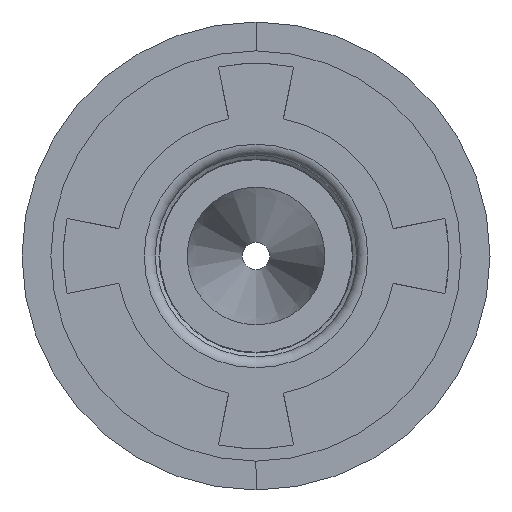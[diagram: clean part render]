
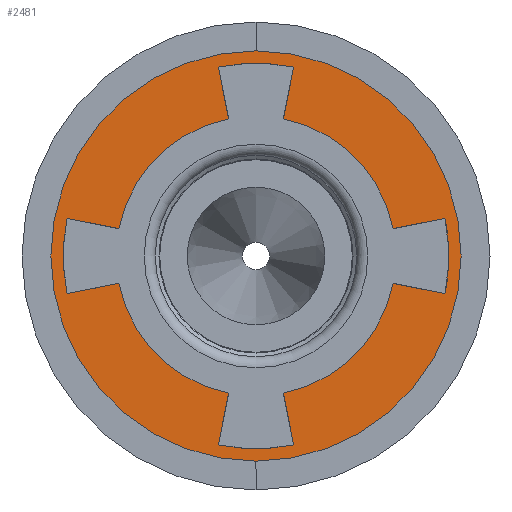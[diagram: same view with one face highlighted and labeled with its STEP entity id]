
A CAD part, left-side view. The second image highlights one B-rep face of the part: STEP entity #2481.
In plain terms, the highlighted planar face has unit normal (-1, 0, 0).
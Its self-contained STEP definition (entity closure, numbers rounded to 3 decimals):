
#72=FACE_BOUND('',#536,.T.);
#259=PLANE('',#2752);
#395=FACE_OUTER_BOUND('',#535,.T.);
#535=EDGE_LOOP('',(#2298));
#536=EDGE_LOOP('',(#2299,#2300,#2301,#2302,#2303,#2304,#2305,#2306,#2307,
#2308,#2309,#2310,#2311,#2312,#2313,#2314,#2315,#2316,#2317));
#588=LINE('',#6323,#704);
#593=LINE('',#6341,#709);
#599=LINE('',#6359,#715);
#611=LINE('',#6395,#727);
#618=LINE('',#6411,#734);
#619=LINE('',#6413,#735);
#627=LINE('',#6431,#743);
#639=LINE('',#6493,#755);
#642=LINE('',#6499,#758);
#644=LINE('',#6504,#760);
#704=VECTOR('',#3105,1.);
#709=VECTOR('',#3122,1.);
#715=VECTOR('',#3138,1.);
#727=VECTOR('',#3174,1.);
#734=VECTOR('',#3185,1.);
#735=VECTOR('',#3186,1.);
#743=VECTOR('',#3198,1.);
#755=VECTOR('',#3276,1.);
#758=VECTOR('',#3281,1.);
#760=VECTOR('',#3287,1.);
#840=CIRCLE('',#2628,0.35);
#841=CIRCLE('',#2629,0.35);
#902=CIRCLE('',#2730,0.233);
#903=CIRCLE('',#2731,0.233);
#904=CIRCLE('',#2732,0.233);
#905=CIRCLE('',#2733,0.233);
#910=CIRCLE('',#2745,0.35);
#911=CIRCLE('',#2747,0.35);
#912=CIRCLE('',#2749,0.35);
#913=CIRCLE('',#2751,0.373);
#1058=VERTEX_POINT('',#6248);
#1059=VERTEX_POINT('',#6249);
#1060=VERTEX_POINT('',#6251);
#1088=VERTEX_POINT('',#6321);
#1094=VERTEX_POINT('',#6338);
#1095=VERTEX_POINT('',#6340);
#1101=VERTEX_POINT('',#6356);
#1102=VERTEX_POINT('',#6358);
#1113=VERTEX_POINT('',#6392);
#1114=VERTEX_POINT('',#6394);
#1120=VERTEX_POINT('',#6408);
#1121=VERTEX_POINT('',#6410);
#1122=VERTEX_POINT('',#6412);
#1129=VERTEX_POINT('',#6428);
#1130=VERTEX_POINT('',#6430);
#1147=VERTEX_POINT('',#6492);
#1148=VERTEX_POINT('',#6496);
#1149=VERTEX_POINT('',#6498);
#1150=VERTEX_POINT('',#6503);
#1157=VERTEX_POINT('',#6552);
#1389=EDGE_CURVE('',#1058,#1059,#840,.T.);
#1390=EDGE_CURVE('',#1060,#1058,#841,.T.);
#1424=EDGE_CURVE('',#1088,#1059,#588,.T.);
#1433=EDGE_CURVE('',#1094,#1095,#593,.T.);
#1442=EDGE_CURVE('',#1101,#1102,#599,.T.);
#1462=EDGE_CURVE('',#1114,#1113,#611,.T.);
#1470=EDGE_CURVE('',#1121,#1120,#618,.T.);
#1471=EDGE_CURVE('',#1121,#1122,#619,.T.);
#1480=EDGE_CURVE('',#1130,#1129,#627,.T.);
#1513=EDGE_CURVE('',#1147,#1060,#639,.T.);
#1516=EDGE_CURVE('',#1148,#1149,#642,.T.);
#1519=EDGE_CURVE('',#1122,#1150,#644,.T.);
#1527=EDGE_CURVE('',#1094,#1147,#902,.T.);
#1528=EDGE_CURVE('',#1101,#1114,#903,.T.);
#1529=EDGE_CURVE('',#1148,#1150,#904,.T.);
#1530=EDGE_CURVE('',#1088,#1130,#905,.T.);
#1541=EDGE_CURVE('',#1120,#1102,#910,.T.);
#1542=EDGE_CURVE('',#1129,#1149,#911,.T.);
#1543=EDGE_CURVE('',#1113,#1095,#912,.T.);
#1544=EDGE_CURVE('',#1157,#1157,#913,.T.);
#2298=ORIENTED_EDGE('',*,*,#1544,.T.);
#2299=ORIENTED_EDGE('',*,*,#1389,.T.);
#2300=ORIENTED_EDGE('',*,*,#1424,.F.);
#2301=ORIENTED_EDGE('',*,*,#1530,.T.);
#2302=ORIENTED_EDGE('',*,*,#1480,.T.);
#2303=ORIENTED_EDGE('',*,*,#1542,.T.);
#2304=ORIENTED_EDGE('',*,*,#1516,.F.);
#2305=ORIENTED_EDGE('',*,*,#1529,.T.);
#2306=ORIENTED_EDGE('',*,*,#1519,.F.);
#2307=ORIENTED_EDGE('',*,*,#1471,.F.);
#2308=ORIENTED_EDGE('',*,*,#1470,.T.);
#2309=ORIENTED_EDGE('',*,*,#1541,.T.);
#2310=ORIENTED_EDGE('',*,*,#1442,.F.);
#2311=ORIENTED_EDGE('',*,*,#1528,.T.);
#2312=ORIENTED_EDGE('',*,*,#1462,.T.);
#2313=ORIENTED_EDGE('',*,*,#1543,.T.);
#2314=ORIENTED_EDGE('',*,*,#1433,.F.);
#2315=ORIENTED_EDGE('',*,*,#1527,.T.);
#2316=ORIENTED_EDGE('',*,*,#1513,.T.);
#2317=ORIENTED_EDGE('',*,*,#1390,.T.);
#2481=ADVANCED_FACE('',(#395,#72),#259,.F.);
#2628=AXIS2_PLACEMENT_3D('',#6250,#3033,#3034);
#2629=AXIS2_PLACEMENT_3D('',#6252,#3035,#3036);
#2730=AXIS2_PLACEMENT_3D('',#6521,#3313,#3314);
#2731=AXIS2_PLACEMENT_3D('',#6522,#3315,#3316);
#2732=AXIS2_PLACEMENT_3D('',#6523,#3317,#3318);
#2733=AXIS2_PLACEMENT_3D('',#6524,#3319,#3320);
#2745=AXIS2_PLACEMENT_3D('',#6546,#3349,#3350);
#2747=AXIS2_PLACEMENT_3D('',#6548,#3353,#3354);
#2749=AXIS2_PLACEMENT_3D('',#6550,#3357,#3358);
#2751=AXIS2_PLACEMENT_3D('',#6553,#3361,#3362);
#2752=AXIS2_PLACEMENT_3D('',#6555,#3364,#3365);
#3033=DIRECTION('center_axis',(1.,0.,0.));
#3034=DIRECTION('ref_axis',(0.,1.,0.));
#3035=DIRECTION('center_axis',(1.,0.,0.));
#3036=DIRECTION('ref_axis',(0.,1.,0.));
#3105=DIRECTION('',(0.,-0.981,-0.195));
#3122=DIRECTION('',(0.,-0.195,0.981));
#3138=DIRECTION('',(0.,0.981,0.195));
#3174=DIRECTION('',(0.,0.195,0.981));
#3185=DIRECTION('',(0.,0.981,-0.195));
#3186=DIRECTION('',(0.,-0.981,0.195));
#3198=DIRECTION('',(0.,-0.195,-0.981));
#3276=DIRECTION('',(0.,-0.981,0.195));
#3281=DIRECTION('',(0.,0.195,-0.981));
#3287=DIRECTION('',(0.,-0.981,0.195));
#3313=DIRECTION('center_axis',(1.,0.,0.));
#3314=DIRECTION('ref_axis',(0.,0.,
1.));
#3315=DIRECTION('center_axis',(1.,0.,0.));
#3316=DIRECTION('ref_axis',(0.,0.,
1.));
#3317=DIRECTION('center_axis',(1.,0.,0.));
#3318=DIRECTION('ref_axis',(0.,0.,
1.));
#3319=DIRECTION('center_axis',(1.,0.,0.));
#3320=DIRECTION('ref_axis',(0.,0.,
1.));
#3349=DIRECTION('center_axis',(1.,0.,0.));
#3350=DIRECTION('ref_axis',(0.,1.,0.));
#3353=DIRECTION('center_axis',(1.,0.,0.));
#3354=DIRECTION('ref_axis',(0.,1.,0.));
#3357=DIRECTION('center_axis',(1.,0.,0.));
#3358=DIRECTION('ref_axis',(0.,1.,0.));
#3361=DIRECTION('center_axis',(-1.,0.,0.));
#3362=DIRECTION('ref_axis',(0.,1.,0.));
#3364=DIRECTION('center_axis',(1.,0.,0.));
#3365=DIRECTION('ref_axis',(0.,0.,-1.));
#6248=CARTESIAN_POINT('',(-1.893,0.152,0.));
#6249=CARTESIAN_POINT('',(-1.893,0.159,-0.068));
#6250=CARTESIAN_POINT('Origin',(-1.893,0.502,0.));
#6251=CARTESIAN_POINT('',(-1.893,0.159,0.068));
#6252=CARTESIAN_POINT('Origin',(-1.893,0.502,0.));
#6321=CARTESIAN_POINT('',(-1.893,0.274,-0.045));
#6323=CARTESIAN_POINT('',(-1.893,0.208,-0.059));
#6338=CARTESIAN_POINT('',(-1.893,0.457,0.229));
#6340=CARTESIAN_POINT('',(-1.893,0.434,0.343));
#6341=CARTESIAN_POINT('',(-1.893,0.468,0.172));
#6356=CARTESIAN_POINT('',(-1.893,0.731,0.045));
#6358=CARTESIAN_POINT('',(-1.893,0.845,0.068));
#6359=CARTESIAN_POINT('',(-1.893,0.731,0.045));
#6392=CARTESIAN_POINT('',(-1.893,0.571,0.343));
#6394=CARTESIAN_POINT('',(-1.893,0.548,0.229));
#6395=CARTESIAN_POINT('',(-1.893,0.527,0.125));
#6408=CARTESIAN_POINT('',(-1.893,0.845,-0.068));
#6410=CARTESIAN_POINT('',(-1.893,0.796,-0.059));
#6411=CARTESIAN_POINT('',(-1.893,0.627,-0.025));
#6412=CARTESIAN_POINT('',(-1.893,0.751,-0.05));
#6413=CARTESIAN_POINT('',(-1.893,0.731,-0.045));
#6428=CARTESIAN_POINT('',(-1.893,0.434,-0.343));
#6430=CARTESIAN_POINT('',(-1.893,0.457,-0.229));
#6431=CARTESIAN_POINT('',(-1.893,0.476,-0.131));
#6492=CARTESIAN_POINT('',(-1.893,0.274,0.045));
#6493=CARTESIAN_POINT('',(-1.893,0.372,0.026));
#6496=CARTESIAN_POINT('',(-1.893,0.548,-0.229));
#6498=CARTESIAN_POINT('',(-1.893,0.571,-0.343));
#6499=CARTESIAN_POINT('',(-1.893,0.561,-0.294));
#6503=CARTESIAN_POINT('',(-1.893,0.731,-0.045));
#6504=CARTESIAN_POINT('',(-1.893,0.731,-0.045));
#6521=CARTESIAN_POINT('Origin',(-1.893,0.502,0.));
#6522=CARTESIAN_POINT('Origin',(-1.893,0.502,0.));
#6523=CARTESIAN_POINT('Origin',(-1.893,0.502,0.));
#6524=CARTESIAN_POINT('Origin',(-1.893,0.502,0.));
#6546=CARTESIAN_POINT('Origin',(-1.893,0.502,0.));
#6548=CARTESIAN_POINT('Origin',(-1.893,0.502,0.));
#6550=CARTESIAN_POINT('Origin',(-1.893,0.502,0.));
#6552=CARTESIAN_POINT('',(-1.893,0.13,0.));
#6553=CARTESIAN_POINT('Origin',(-1.893,0.502,0.));
#6555=CARTESIAN_POINT('Origin',(-1.893,0.502,0.));
